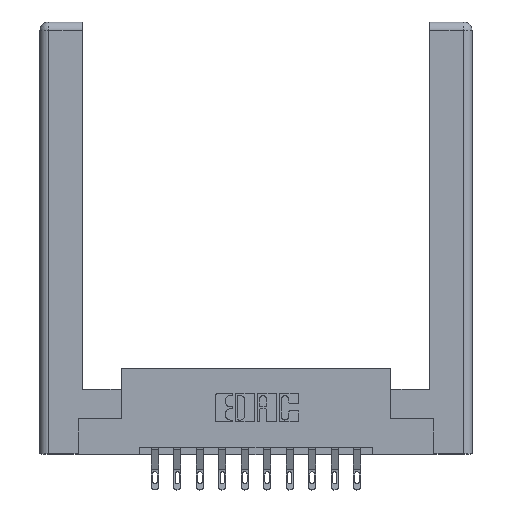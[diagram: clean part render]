
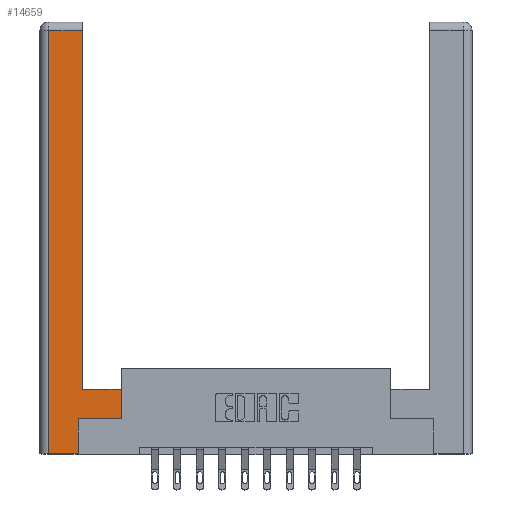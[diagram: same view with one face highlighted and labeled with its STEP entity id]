
A CAD part, top view. The second image highlights one B-rep face of the part: STEP entity #14659.
In plain terms, the highlighted planar face has unit normal (0, 0, 1).
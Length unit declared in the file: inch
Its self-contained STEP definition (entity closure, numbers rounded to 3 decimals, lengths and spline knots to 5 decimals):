
#357 = ORIENTED_EDGE ( 'NONE', *, *, #8657, .T. ) ;
#818 = CARTESIAN_POINT ( 'NONE',  ( 0.565, 0.245, 0. ) ) ;
#1031 = CARTESIAN_POINT ( 'NONE',  ( 0.265, 0.245, 0. ) ) ;
#1175 = CARTESIAN_POINT ( 'NONE',  ( 0.265, 0.245, 0. ) ) ;
#1263 = FACE_OUTER_BOUND ( 'NONE', #10746, .T. ) ;
#1487 = EDGE_CURVE ( 'NONE', #11753, #8610, #12193, .T. ) ;
#2170 = LINE ( 'NONE', #818, #6994 ) ;
#2204 = VERTEX_POINT ( 'NONE', #3879 ) ;
#2286 = VECTOR ( 'NONE', #3384, 39.37008 ) ;
#2293 = DIRECTION ( 'NONE',  ( 0., -1., 0. ) ) ;
#2569 = LINE ( 'NONE', #3617, #12458 ) ;
#2848 = DIRECTION ( 'NONE',  ( -1., 0., 0. ) ) ;
#2866 = CARTESIAN_POINT ( 'NONE',  ( 0.295, 3., 0. ) ) ;
#2964 = DIRECTION ( 'NONE',  ( 1., 0., 0. ) ) ;
#3384 = DIRECTION ( 'NONE',  ( 1., 0., 0. ) ) ;
#3617 = CARTESIAN_POINT ( 'NONE',  ( 0.565, 0.45, 0. ) ) ;
#3645 = VECTOR ( 'NONE', #14612, 39.37008 ) ;
#3657 = VECTOR ( 'NONE', #2293, 39.37008 ) ;
#3879 = CARTESIAN_POINT ( 'NONE',  ( 0.295, 0.45, 0. ) ) ;
#4372 = DIRECTION ( 'NONE',  ( -1., 0., 0. ) ) ;
#4464 = VERTEX_POINT ( 'NONE', #5192 ) ;
#4525 = ORIENTED_EDGE ( 'NONE', *, *, #12986, .T. ) ;
#5099 = VERTEX_POINT ( 'NONE', #7511 ) ;
#5192 = CARTESIAN_POINT ( 'NONE',  ( 0.0615, 2.94, 0. ) ) ;
#5353 = VECTOR ( 'NONE', #12371, 39.37008 ) ;
#5630 = VERTEX_POINT ( 'NONE', #10802 ) ;
#5793 = EDGE_CURVE ( 'NONE', #4464, #5630, #6150, .T. ) ;
#5913 = EDGE_CURVE ( 'NONE', #6602, #14155, #2569, .T. ) ;
#6150 = LINE ( 'NONE', #8961, #3657 ) ;
#6167 = ORIENTED_EDGE ( 'NONE', *, *, #5913, .T. ) ;
#6298 = VECTOR ( 'NONE', #13832, 39.37008 ) ;
#6602 = VERTEX_POINT ( 'NONE', #11538 ) ;
#6994 = VECTOR ( 'NONE', #2964, 39.37008 ) ;
#7318 = CARTESIAN_POINT ( 'NONE',  ( 0.565, 0.45, 0. ) ) ;
#7396 = LINE ( 'NONE', #9920, #3645 ) ;
#7511 = CARTESIAN_POINT ( 'NONE',  ( 0.295, 2.94, 0. ) ) ;
#7736 = VECTOR ( 'NONE', #4372, 39.37008 ) ;
#7762 = CARTESIAN_POINT ( 'NONE',  ( 0.295, 0.45, 0. ) ) ;
#7904 = LINE ( 'NONE', #7762, #7736 ) ;
#8008 = EDGE_CURVE ( 'NONE', #2204, #5099, #9358, .T. ) ;
#8207 = EDGE_CURVE ( 'NONE', #14155, #2204, #7904, .T. ) ;
#8610 = VERTEX_POINT ( 'NONE', #1175 ) ;
#8624 = ORIENTED_EDGE ( 'NONE', *, *, #10556, .T. ) ;
#8657 = EDGE_CURVE ( 'NONE', #8610, #6602, #2170, .T. ) ;
#8835 = ORIENTED_EDGE ( 'NONE', *, *, #1487, .T. ) ;
#8961 = CARTESIAN_POINT ( 'NONE',  ( 0.0615, 0., 0. ) ) ;
#9358 = LINE ( 'NONE', #2866, #6298 ) ;
#9441 = LINE ( 'NONE', #12662, #2286 ) ;
#9548 = PLANE ( 'NONE',  #11144 ) ;
#9920 = CARTESIAN_POINT ( 'NONE',  ( 0.0615, 2.94, 0. ) ) ;
#10556 = EDGE_CURVE ( 'NONE', #5630, #11753, #9441, .T. ) ;
#10652 = ORIENTED_EDGE ( 'NONE', *, *, #5793, .T. ) ;
#10746 = EDGE_LOOP ( 'NONE', ( #10854, #4525, #10652, #8624, #8835, #357, #6167, #14798 ) ) ;
#10769 = CARTESIAN_POINT ( 'NONE',  ( 0., 0., 0. ) ) ;
#10802 = CARTESIAN_POINT ( 'NONE',  ( 0.0615, 0., 0. ) ) ;
#10854 = ORIENTED_EDGE ( 'NONE', *, *, #8008, .T. ) ;
#11039 = CARTESIAN_POINT ( 'NONE',  ( 0.265, 0., 0. ) ) ;
#11144 = AXIS2_PLACEMENT_3D ( 'NONE', #10769, #12989, #2848 ) ;
#11538 = CARTESIAN_POINT ( 'NONE',  ( 0.565, 0.245, 0. ) ) ;
#11661 = DIRECTION ( 'NONE',  ( 0., 1., 0. ) ) ;
#11753 = VERTEX_POINT ( 'NONE', #11039 ) ;
#12193 = LINE ( 'NONE', #1031, #5353 ) ;
#12371 = DIRECTION ( 'NONE',  ( 0., 1., 0. ) ) ;
#12458 = VECTOR ( 'NONE', #11661, 39.37008 ) ;
#12662 = CARTESIAN_POINT ( 'NONE',  ( 0.265, 0., 0. ) ) ;
#12986 = EDGE_CURVE ( 'NONE', #5099, #4464, #7396, .T. ) ;
#12989 = DIRECTION ( 'NONE',  ( 0., 0., -1. ) ) ;
#13832 = DIRECTION ( 'NONE',  ( 0., 1., 0. ) ) ;
#14155 = VERTEX_POINT ( 'NONE', #7318 ) ;
#14612 = DIRECTION ( 'NONE',  ( -1., 0., 0. ) ) ;
#14659 = ADVANCED_FACE ( 'NONE', ( #1263 ), #9548, .F. ) ;
#14798 = ORIENTED_EDGE ( 'NONE', *, *, #8207, .T. ) ;
